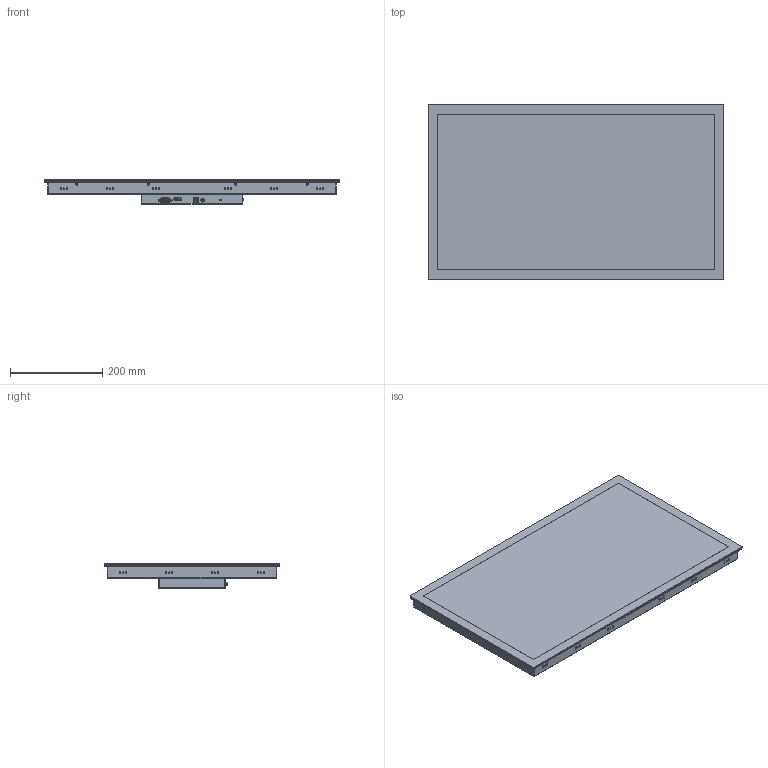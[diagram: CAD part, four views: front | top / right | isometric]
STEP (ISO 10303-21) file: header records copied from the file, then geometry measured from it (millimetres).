
FILE_DESCRIPTION (( 'STEP AP214' ), '1' );
FILE_NAME ('CTM-27W-M-PM-20250528.STEP', '2025-07-16T12:29:47', ( '' ), ( '' ), 'SwSTEP 2.0', 'SolidWorks 2024', '' );
FILE_SCHEMA (( 'AUTOMOTIVE_DESIGN' ));
Length unit declared in the file: inch
Products named in the file (1): CTM-27W-M-PM-20250528
Bounding box: 641 x 379.55 x 53.44 mm (x, y, z)
Volume: 7969046.8 mm3; surface area: 628073.7 mm2
Topology: 1 solids, 30 shells, 1303 faces, 3252 edges, 2132 vertices
Faces by surface type: plane 766, cylinder 453, cone 40, torus 34, sphere 10
Full cylindrical faces by diameter (mm): 3 x1, 3.175 x13, 5.38 x8, 8 x1
Entity records: 39108 total; most frequent: CARTESIAN_POINT 7340, DIRECTION 6736, ORIENTED_EDGE 6390, EDGE_CURVE 3195, AXIS2_PLACEMENT_3D 2297, LINE 2142, VECTOR 2142, VERTEX_POINT 2108
